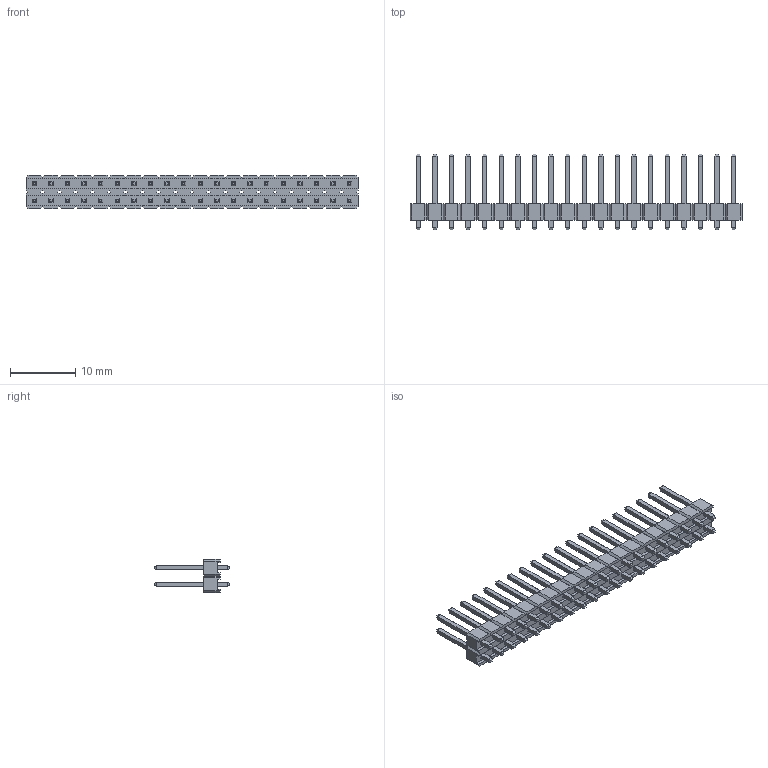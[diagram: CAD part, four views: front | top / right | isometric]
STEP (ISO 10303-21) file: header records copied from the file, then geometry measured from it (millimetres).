
FILE_DESCRIPTION (( 'STEP AP214' ), '1' );
FILE_NAME ('6EF7DE54-AED1-4477-A62D-E372CF402E60.STEP', '2024-11-03T14:39:58', ( '' ), ( '' ), 'SwSTEP 2.0', 'SolidWorks 2022', '' );
FILE_SCHEMA (( 'AUTOMOTIVE_DESIGN' ));
Length unit declared in the file: millimetre
Products named in the file (1): 6EF7DE54-AED1-4477-A62D-E372CF402E60
Bounding box: 50.8 x 11.6 x 5.08 mm (x, y, z)
Volume: 715.3 mm3; surface area: 1929.6 mm2
Topology: 1 solids, 1 shells, 934 faces, 2236 edges, 1384 vertices
Faces by surface type: plane 934
Entity records: 28524 total; most frequent: CARTESIAN_POINT 4555, ORIENTED_EDGE 4472, DIRECTION 4106, VECTOR 2236, LINE 2236, EDGE_CURVE 2236, VERTEX_POINT 1384, EDGE_LOOP 1052
